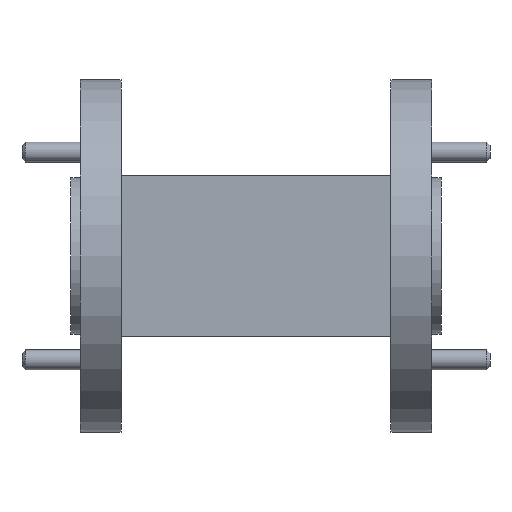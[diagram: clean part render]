
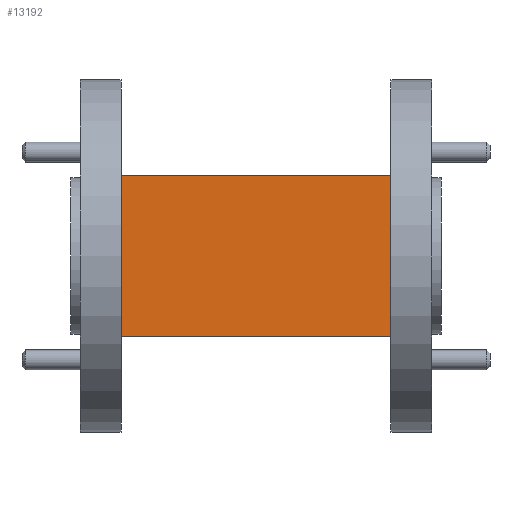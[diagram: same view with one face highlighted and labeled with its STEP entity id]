
A CAD part, front view. The second image highlights one B-rep face of the part: STEP entity #13192.
In plain terms, the highlighted planar face has unit normal (0, -1, 0).
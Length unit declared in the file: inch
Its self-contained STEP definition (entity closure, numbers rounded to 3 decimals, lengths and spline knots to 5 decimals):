
#52 = VECTOR ( 'NONE', #16564, 39.37008 ) ;
#690 = DIRECTION ( 'NONE',  ( 1., 0., 0. ) ) ;
#1062 = VERTEX_POINT ( 'NONE', #9360 ) ;
#1268 = VECTOR ( 'NONE', #690, 39.37008 ) ;
#1269 = EDGE_CURVE ( 'NONE', #3365, #7509, #12349, .T. ) ;
#1557 = EDGE_CURVE ( 'NONE', #7509, #18989, #16283, .T. ) ;
#1626 = DIRECTION ( 'NONE',  ( 1., 0., 0. ) ) ;
#2220 = LINE ( 'NONE', #7739, #11987 ) ;
#3365 = VERTEX_POINT ( 'NONE', #18465 ) ;
#4117 = EDGE_LOOP ( 'NONE', ( #7863, #16487, #16563, #17336 ) ) ;
#4559 = CARTESIAN_POINT ( 'NONE',  ( 0.43063, -0.1378, 0.25591 ) ) ;
#4621 = CARTESIAN_POINT ( 'NONE',  ( -0.59055, -0.1378, 0.25591 ) ) ;
#4909 = EDGE_CURVE ( 'NONE', #1062, #18989, #6815, .T. ) ;
#5350 = VECTOR ( 'NONE', #15372, 39.37008 ) ;
#6815 = LINE ( 'NONE', #13835, #5350 ) ;
#7509 = VERTEX_POINT ( 'NONE', #4559 ) ;
#7739 = CARTESIAN_POINT ( 'NONE',  ( -0.43063, -0.1378, 0. ) ) ;
#7863 = ORIENTED_EDGE ( 'NONE', *, *, #1269, .F. ) ;
#9360 = CARTESIAN_POINT ( 'NONE',  ( -0.43063, -0.1378, -0.25591 ) ) ;
#10389 = PLANE ( 'NONE',  #14755 ) ;
#10484 = DIRECTION ( 'NONE',  ( 0., 1., 0. ) ) ;
#11987 = VECTOR ( 'NONE', #18037, 39.37008 ) ;
#12349 = LINE ( 'NONE', #18407, #1268 ) ;
#12363 = EDGE_CURVE ( 'NONE', #3365, #1062, #2220, .T. ) ;
#13155 = CARTESIAN_POINT ( 'NONE',  ( 0.43063, -0.1378, -0.25591 ) ) ;
#13192 = ADVANCED_FACE ( 'NONE', ( #16257 ), #10389, .F. ) ;
#13835 = CARTESIAN_POINT ( 'NONE',  ( -0.59055, -0.1378, -0.25591 ) ) ;
#14755 = AXIS2_PLACEMENT_3D ( 'NONE', #4621, #10484, #1626 ) ;
#15372 = DIRECTION ( 'NONE',  ( 1., 0., 0. ) ) ;
#16257 = FACE_OUTER_BOUND ( 'NONE', #4117, .T. ) ;
#16283 = LINE ( 'NONE', #18108, #52 ) ;
#16487 = ORIENTED_EDGE ( 'NONE', *, *, #12363, .T. ) ;
#16563 = ORIENTED_EDGE ( 'NONE', *, *, #4909, .T. ) ;
#16564 = DIRECTION ( 'NONE',  ( 0., 0., -1. ) ) ;
#17336 = ORIENTED_EDGE ( 'NONE', *, *, #1557, .F. ) ;
#18037 = DIRECTION ( 'NONE',  ( 0., 0., -1. ) ) ;
#18108 = CARTESIAN_POINT ( 'NONE',  ( 0.43063, -0.1378, 0.25591 ) ) ;
#18407 = CARTESIAN_POINT ( 'NONE',  ( -0.59055, -0.1378, 0.25591 ) ) ;
#18465 = CARTESIAN_POINT ( 'NONE',  ( -0.43063, -0.1378, 0.25591 ) ) ;
#18989 = VERTEX_POINT ( 'NONE', #13155 ) ;
